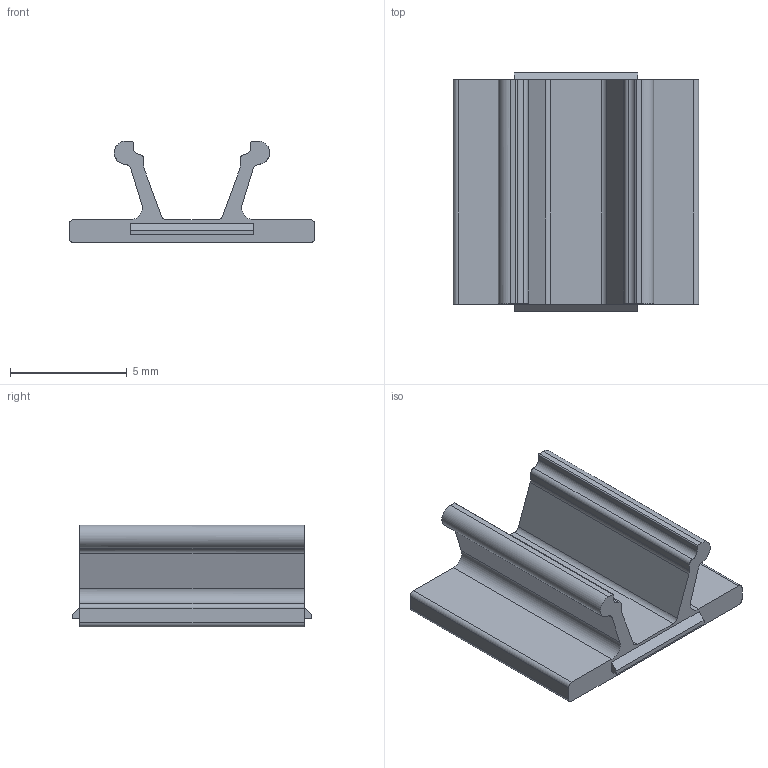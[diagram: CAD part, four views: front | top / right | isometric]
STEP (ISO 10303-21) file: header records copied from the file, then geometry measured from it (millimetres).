
FILE_DESCRIPTION((''),'2;1');
FILE_NAME('DUC-TM10_A2','2018-11-30T',('Administrator'),(''),'PRO/ENGINEER BY PARAMETRIC TECHNOLOGY CORPORATION, 2008380','PRO/ENGINEER BY PARAMETRIC TECHNOLOGY CORPORATION, 2008380','');
FILE_SCHEMA(('CONFIG_CONTROL_DESIGN'));
Length unit declared in the file: metre
Products named in the file (1): DUC-TM10_A2
Bounding box: 10.5 x 10.2 x 4.37 mm (x, y, z)
Volume: 149.6 mm3; surface area: 388 mm2
Topology: 1 solids, 1 shells, 48 faces, 136 edges, 92 vertices
Faces by surface type: plane 28, cylinder 20
Entity records: 1632 total; most frequent: CARTESIAN_POINT 318, ORIENTED_EDGE 272, DIRECTION 260, EDGE_CURVE 136, VECTOR 92, LINE 92, VERTEX_POINT 92, AXIS2_PLACEMENT_3D 84
